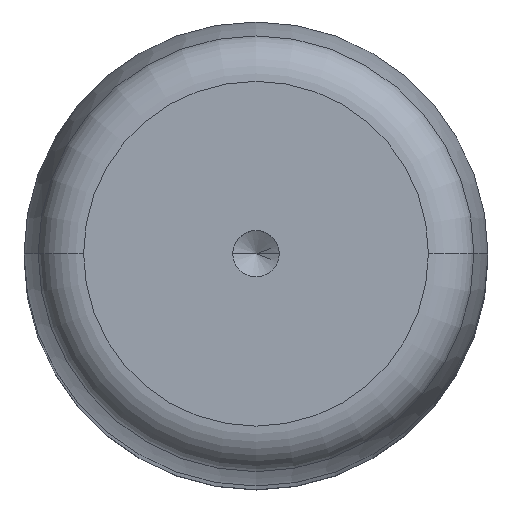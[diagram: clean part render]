
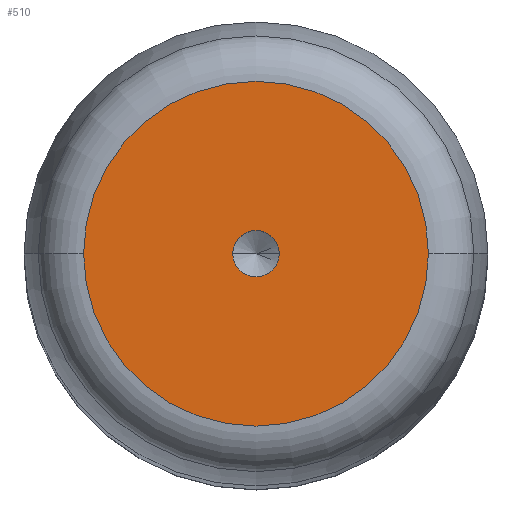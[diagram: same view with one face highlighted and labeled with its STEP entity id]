
A CAD part, top view. The second image highlights one B-rep face of the part: STEP entity #510.
In plain terms, the highlighted planar face has unit normal (0, 0, 1).
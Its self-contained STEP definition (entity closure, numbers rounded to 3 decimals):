
#1 = CARTESIAN_POINT ( 'NONE',  ( -1., 0., 110. ) ) ;
#13 = EDGE_LOOP ( 'NONE', ( #223, #376 ) ) ;
#21 = ORIENTED_EDGE ( 'NONE', *, *, #596, .F. ) ;
#43 = VERTEX_POINT ( 'NONE', #88 ) ;
#45 = CARTESIAN_POINT ( 'NONE',  ( -7.432, 0., 110. ) ) ;
#47 = FACE_BOUND ( 'NONE', #180, .T. ) ;
#73 = AXIS2_PLACEMENT_3D ( 'NONE', #375, #585, #378 ) ;
#75 = DIRECTION ( 'NONE',  ( 0., 0., 1. ) ) ;
#76 = CARTESIAN_POINT ( 'NONE',  ( 0., 0., 110. ) ) ;
#81 = DIRECTION ( 'NONE',  ( 1., 0., 0. ) ) ;
#88 = CARTESIAN_POINT ( 'NONE',  ( 7.432, 0., 110. ) ) ;
#98 = DIRECTION ( 'NONE',  ( 0., 0., 1. ) ) ;
#168 = AXIS2_PLACEMENT_3D ( 'NONE', #475, #625, #521 ) ;
#180 = EDGE_LOOP ( 'NONE', ( #276, #21 ) ) ;
#192 = EDGE_CURVE ( 'NONE', #531, #43, #644, .T. ) ;
#207 = CIRCLE ( 'NONE', #463, 1. ) ;
#223 = ORIENTED_EDGE ( 'NONE', *, *, #403, .T. ) ;
#276 = ORIENTED_EDGE ( 'NONE', *, *, #342, .F. ) ;
#322 = CARTESIAN_POINT ( 'NONE',  ( 1., 0., 110. ) ) ;
#342 = EDGE_CURVE ( 'NONE', #611, #624, #207, .T. ) ;
#353 = PLANE ( 'NONE',  #503 ) ;
#373 = AXIS2_PLACEMENT_3D ( 'NONE', #392, #651, #81 ) ;
#375 = CARTESIAN_POINT ( 'NONE',  ( 0., 0., 110. ) ) ;
#376 = ORIENTED_EDGE ( 'NONE', *, *, #192, .T. ) ;
#378 = DIRECTION ( 'NONE',  ( 1., 0., 0. ) ) ;
#392 = CARTESIAN_POINT ( 'NONE',  ( 0., 0., 110. ) ) ;
#403 = EDGE_CURVE ( 'NONE', #43, #531, #519, .T. ) ;
#442 = DIRECTION ( 'NONE',  ( 1., 0., 0. ) ) ;
#463 = AXIS2_PLACEMENT_3D ( 'NONE', #76, #75, #442 ) ;
#475 = CARTESIAN_POINT ( 'NONE',  ( 0., 0., 110. ) ) ;
#503 = AXIS2_PLACEMENT_3D ( 'NONE', #671, #98, #612 ) ;
#510 = ADVANCED_FACE ( 'NONE', ( #47, #546 ), #353, .T. ) ;
#519 = CIRCLE ( 'NONE', #373, 7.432 ) ;
#521 = DIRECTION ( 'NONE',  ( 1., 0., 0. ) ) ;
#531 = VERTEX_POINT ( 'NONE', #45 ) ;
#546 = FACE_OUTER_BOUND ( 'NONE', #13, .T. ) ;
#585 = DIRECTION ( 'NONE',  ( 0., 0., 1. ) ) ;
#596 = EDGE_CURVE ( 'NONE', #624, #611, #672, .T. ) ;
#611 = VERTEX_POINT ( 'NONE', #322 ) ;
#612 = DIRECTION ( 'NONE',  ( 1., 0., 0. ) ) ;
#624 = VERTEX_POINT ( 'NONE', #1 ) ;
#625 = DIRECTION ( 'NONE',  ( 0., 0., 1. ) ) ;
#644 = CIRCLE ( 'NONE', #73, 7.432 ) ;
#651 = DIRECTION ( 'NONE',  ( 0., 0., 1. ) ) ;
#671 = CARTESIAN_POINT ( 'NONE',  ( 0., 0., 110. ) ) ;
#672 = CIRCLE ( 'NONE', #168, 1. ) ;
